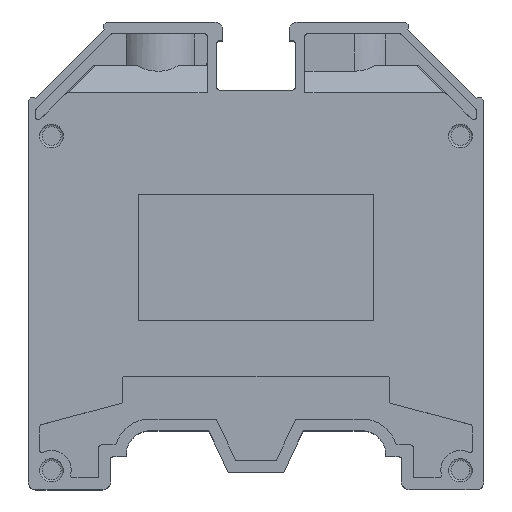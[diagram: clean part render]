
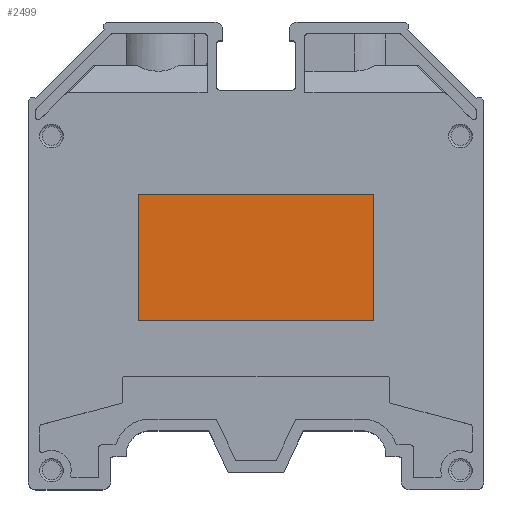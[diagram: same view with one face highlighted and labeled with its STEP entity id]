
A CAD part, top view. The second image highlights one B-rep face of the part: STEP entity #2499.
In plain terms, the highlighted planar face has unit normal (0, 0, 1).
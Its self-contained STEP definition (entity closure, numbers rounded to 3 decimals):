
#1178=LINE('',#13926,#2046);
#1181=LINE('',#13932,#2049);
#1183=LINE('',#13936,#2051);
#1184=LINE('',#13938,#2052);
#2046=VECTOR('',#11272,1.);
#2049=VECTOR('',#11277,1.);
#2051=VECTOR('',#11281,1.);
#2052=VECTOR('',#11284,1.);
#2499=ADVANCED_FACE('',(#3216),#2813,.T.);
#2813=PLANE('',#9073);
#3216=FACE_OUTER_BOUND('',#3694,.T.);
#3694=EDGE_LOOP('',(#5959,#5960,#5961,#5962));
#5959=ORIENTED_EDGE('',*,*,#8091,.F.);
#5960=ORIENTED_EDGE('',*,*,#8094,.F.);
#5961=ORIENTED_EDGE('',*,*,#8096,.T.);
#5962=ORIENTED_EDGE('',*,*,#8097,.T.);
#6930=VERTEX_POINT('',#13925);
#6931=VERTEX_POINT('',#13927);
#6932=VERTEX_POINT('',#13931);
#6933=VERTEX_POINT('',#13935);
#8091=EDGE_CURVE('',#6930,#6931,#1178,.T.);
#8094=EDGE_CURVE('',#6932,#6930,#1181,.T.);
#8096=EDGE_CURVE('',#6932,#6933,#1183,.T.);
#8097=EDGE_CURVE('',#6933,#6931,#1184,.T.);
#9073=AXIS2_PLACEMENT_3D('',#13940,#11287,#11288);
#11272=DIRECTION('',(1.,0.,0.));
#11277=DIRECTION('',(0.,1.,0.));
#11281=DIRECTION('',(1.,0.,0.));
#11284=DIRECTION('',(0.,1.,0.));
#11287=DIRECTION('',(0.,0.,1.));
#11288=DIRECTION('',(1.,0.,0.));
#13925=CARTESIAN_POINT('',(-15.,-30.5,15.8));
#13926=CARTESIAN_POINT('',(15.,-30.5,15.8));
#13927=CARTESIAN_POINT('',(15.,-30.5,15.8));
#13931=CARTESIAN_POINT('',(-15.,-46.5,15.8));
#13932=CARTESIAN_POINT('',(-15.,-30.5,15.8));
#13935=CARTESIAN_POINT('',(15.,-46.5,15.8));
#13936=CARTESIAN_POINT('',(15.,-46.5,15.8));
#13938=CARTESIAN_POINT('',(15.,-30.5,15.8));
#13940=CARTESIAN_POINT('',(-15.,-30.5,15.8));
